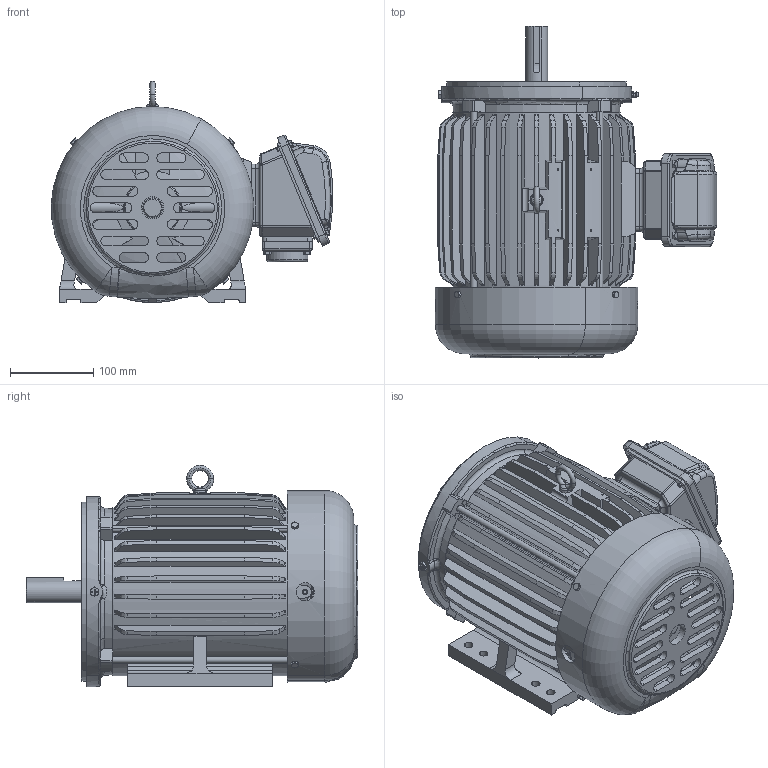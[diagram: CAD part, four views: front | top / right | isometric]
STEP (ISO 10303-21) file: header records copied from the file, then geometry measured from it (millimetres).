
FILE_DESCRIPTION(('CATIA V5 STEP Exchange'),'2;1');
FILE_NAME('AEHH8N 184TC.stp','2017-01-06T06:34:54+00:00',('none'),('none'),'CATIA Version 5 Release 19 SP 9 (IN-10)','CATIA V5 STEP AP203','none');
FILE_SCHEMA(('CONFIG_CONTROL_DESIGN'));
Length unit declared in the file: millimetre
Products named in the file (1): AEHH8N 184TC
Bounding box: 338.88 x 399.55 x 266.6 mm (x, y, z)
Volume: 3735979.9 mm3; surface area: 1078862.4 mm2
Topology: 5 solids, 14 shells, 2019 faces, 5257 edges, 3335 vertices
Faces by surface type: plane 717, cylinder 650, torus 304, cone 234, bspline 64, sphere 50
Entity records: 66713 total; most frequent: CARTESIAN_POINT 23294, ORIENTED_EDGE 10418, DIRECTION 6301, EDGE_CURVE 5209, VERTEX_POINT 3335, AXIS2_PLACEMENT_3D 3147, EDGE_LOOP 2244, ADVANCED_FACE 2019
